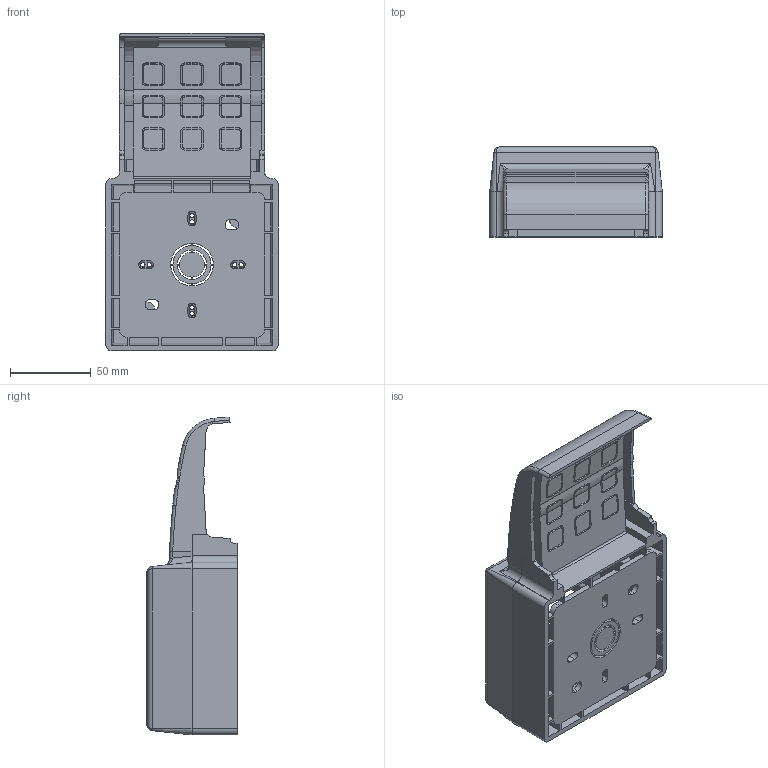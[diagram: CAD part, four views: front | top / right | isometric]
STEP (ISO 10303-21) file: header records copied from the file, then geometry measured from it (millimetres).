
FILE_DESCRIPTION (( 'STEP AP203' ), '1' );
FILE_NAME ('CKK11D-U-080-020-K01 Êîðîáêà óñòàíîâî÷íàÿ îäíîìåñòíàÿ ÊÌÓÏÎ.STEP', '2016-07-11T06:24:18', ( '' ), ( '' ), 'SwSTEP 2.0', 'SolidWorks 2014', '' );
FILE_SCHEMA (( 'CONFIG_CONTROL_DESIGN' ));
Length unit declared in the file: millimetre
Products named in the file (1): CKK11D-U-080-020-K01 Êîðîáêà óñòàíîâî÷íàÿ îäíîìåñòíàÿ ÊÌÓÏÎ
Bounding box: 107 x 56 x 197.11 mm (x, y, z)
Volume: 153565.3 mm3; surface area: 140269.2 mm2
Topology: 2 solids, 2 shells, 804 faces, 2402 edges, 1581 vertices
Faces by surface type: plane 499, cylinder 265, cone 24, bspline 10, torus 6
Entity records: 30792 total; most frequent: CARTESIAN_POINT 8605, ORIENTED_EDGE 4792, DIRECTION 4431, EDGE_CURVE 2396, VECTOR 1733, LINE 1733, VERTEX_POINT 1581, AXIS2_PLACEMENT_3D 1349
